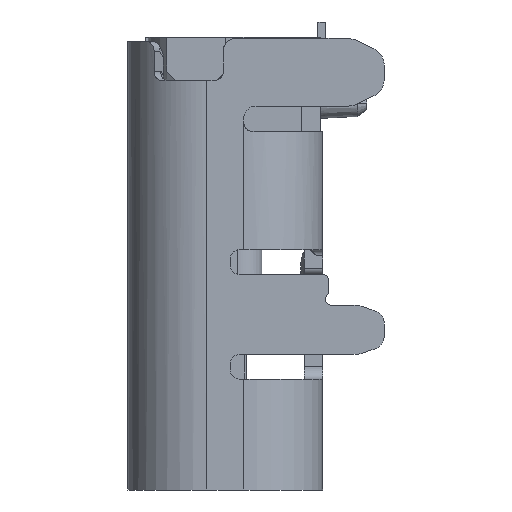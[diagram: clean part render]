
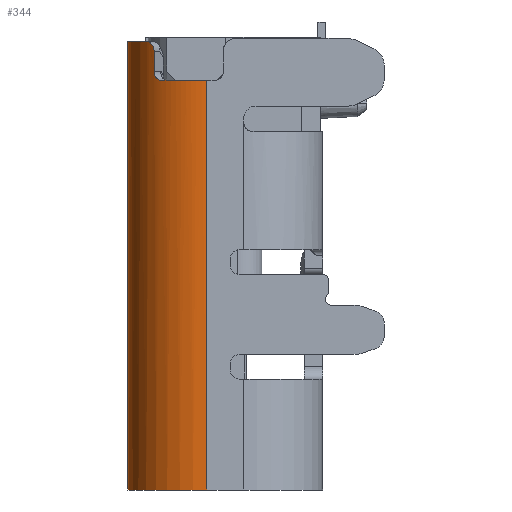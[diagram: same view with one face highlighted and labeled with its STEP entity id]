
A CAD part, left-side view. The second image highlights one B-rep face of the part: STEP entity #344.
In plain terms, the highlighted cylindrical face has radius 1.28 mm (diameter 2.56 mm), a partial arc.
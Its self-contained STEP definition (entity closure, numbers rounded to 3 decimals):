
#344=ADVANCED_FACE('',(#2069),#2070,.T.);
#2069=FACE_OUTER_BOUND('',#5051,.T.);
#2070=CYLINDRICAL_SURFACE('',#5052,1.28);
#5051=EDGE_LOOP('',(#11065,#11066,#11067,#11068,#11069,#11070,#11071,#11072,#11073,#11074));
#5052=AXIS2_PLACEMENT_3D('',#11075,#11076,#11077);
#11065=ORIENTED_EDGE('',*,*,#21543,.T.);
#11066=ORIENTED_EDGE('',*,*,#21542,.F.);
#11067=ORIENTED_EDGE('',*,*,#21538,.T.);
#11068=ORIENTED_EDGE('',*,*,#21525,.F.);
#11069=ORIENTED_EDGE('',*,*,#21523,.T.);
#11070=ORIENTED_EDGE('',*,*,#20830,.T.);
#11071=ORIENTED_EDGE('',*,*,#20828,.T.);
#11072=ORIENTED_EDGE('',*,*,#21544,.F.);
#11073=ORIENTED_EDGE('',*,*,#21545,.T.);
#11074=ORIENTED_EDGE('',*,*,#21546,.T.);
#11075=CARTESIAN_POINT('',(-3.19,0.295,-7.269));
#11076=DIRECTION('',(0.0,0.0,1.0));
#11077=DIRECTION('',(-0.999,-0.051,0.0));
#20828=EDGE_CURVE('',#25699,#25697,#25700,.T.);
#20830=EDGE_CURVE('',#25702,#25699,#25703,.T.);
#21523=EDGE_CURVE('',#27039,#25702,#27040,.T.);
#21525=EDGE_CURVE('',#27039,#27042,#27043,.T.);
#21538=EDGE_CURVE('',#27064,#27042,#27065,.T.);
#21542=EDGE_CURVE('',#27064,#27067,#27071,.T.);
#21543=EDGE_CURVE('',#27072,#27067,#27073,.T.);
#21544=EDGE_CURVE('',#27074,#25697,#27075,.T.);
#21545=EDGE_CURVE('',#27074,#27076,#27077,.T.);
#21546=EDGE_CURVE('',#27076,#27072,#27078,.T.);
#25697=VERTEX_POINT('',#33427);
#25699=VERTEX_POINT('',#33430);
#25700=CIRCLE('',#33431,1.28);
#25702=VERTEX_POINT('',#33434);
#25703=LINE('',#33435,#33436);
#27039=VERTEX_POINT('',#35482);
#27040=CIRCLE('',#35483,1.28);
#27042=VERTEX_POINT('',#35486);
#27043=B_SPLINE_CURVE_WITH_KNOTS('',3,(#35487,#35488,#35489,#35490,#35491,#35492,#35493,#35494),.UNSPECIFIED.,.F.,.F.,(4,1,1,1,1,4),(0.0,0.2,0.4,0.6,0.8,1.0),.UNSPECIFIED.);
#27064=VERTEX_POINT('',#35573);
#27065=LINE('',#35574,#35575);
#27067=VERTEX_POINT('',#35578);
#27071=B_SPLINE_CURVE_WITH_KNOTS('',3,(#35588,#35589,#35590,#35591,#35592,#35593,#35594,#35595),.UNSPECIFIED.,.F.,.F.,(4,1,1,1,1,4),(0.0,0.2,0.4,0.6,0.8,1.0),.UNSPECIFIED.);
#27072=VERTEX_POINT('',#35596);
#27073=CIRCLE('',#35597,1.28);
#27074=VERTEX_POINT('',#35598);
#27075=LINE('',#35599,#35600);
#27076=VERTEX_POINT('',#35601);
#27077=CIRCLE('',#35602,1.28);
#27078=CIRCLE('',#35603,1.28);
#33427=CARTESIAN_POINT('',(-4.47,0.295,-10.908));
#33430=CARTESIAN_POINT('',(-3.19,1.575,-10.908));
#33431=AXIS2_PLACEMENT_3D('',#42455,#42456,#42457);
#33434=CARTESIAN_POINT('',(-3.19,1.575,-3.633));
#33435=CARTESIAN_POINT('',(-3.19,1.575,-3.633));
#33436=VECTOR('',#42459,7.275);
#35482=CARTESIAN_POINT('',(-4.031,1.26,-3.633));
#35483=AXIS2_PLACEMENT_3D('',#43236,#43237,#43238);
#35486=CARTESIAN_POINT('',(-4.143,1.15,-3.783));
#35487=CARTESIAN_POINT('',(-4.031,1.26,-3.633));
#35488=CARTESIAN_POINT('',(-4.045,1.248,-3.633));
#35489=CARTESIAN_POINT('',(-4.07,1.225,-3.638));
#35490=CARTESIAN_POINT('',(-4.101,1.195,-3.66));
#35491=CARTESIAN_POINT('',(-4.125,1.169,-3.694));
#35492=CARTESIAN_POINT('',(-4.139,1.154,-3.737));
#35493=CARTESIAN_POINT('',(-4.143,1.15,-3.767));
#35494=CARTESIAN_POINT('',(-4.143,1.15,-3.783));
#35573=CARTESIAN_POINT('',(-4.143,1.15,-4.108));
#35574=CARTESIAN_POINT('',(-4.143,1.15,-4.108));
#35575=VECTOR('',#43250,0.325);
#35578=CARTESIAN_POINT('',(-4.237,1.031,-4.258));
#35588=CARTESIAN_POINT('',(-4.143,1.15,-4.108));
#35589=CARTESIAN_POINT('',(-4.143,1.15,-4.123));
#35590=CARTESIAN_POINT('',(-4.146,1.146,-4.153));
#35591=CARTESIAN_POINT('',(-4.16,1.13,-4.197));
#35592=CARTESIAN_POINT('',(-4.182,1.104,-4.23));
#35593=CARTESIAN_POINT('',(-4.209,1.07,-4.253));
#35594=CARTESIAN_POINT('',(-4.228,1.044,-4.258));
#35595=CARTESIAN_POINT('',(-4.237,1.031,-4.258));
#35596=CARTESIAN_POINT('',(-4.368,0.795,-4.258));
#35597=AXIS2_PLACEMENT_3D('',#43253,#43254,#43255);
#35598=CARTESIAN_POINT('',(-4.47,0.295,-4.258));
#35599=CARTESIAN_POINT('',(-4.47,0.295,-4.258));
#35600=VECTOR('',#43256,6.65);
#35601=CARTESIAN_POINT('',(-4.445,0.547,-4.258));
#35602=AXIS2_PLACEMENT_3D('',#43257,#43258,#43259);
#35603=AXIS2_PLACEMENT_3D('',#43260,#43261,#43262);
#42455=CARTESIAN_POINT('',(-3.19,0.295,-10.908));
#42456=DIRECTION('',(0.0,-0.0,1.0));
#42457=DIRECTION('',(0.,1.,0.0));
#42459=DIRECTION('',(0.,0.,-1.));
#43236=CARTESIAN_POINT('',(-3.19,0.295,-3.633));
#43237=DIRECTION('',(0.0,0.0,-1.0));
#43238=DIRECTION('',(-0.657,0.754,0.0));
#43250=DIRECTION('',(0.,0.,1.));
#43253=CARTESIAN_POINT('',(-3.19,0.295,-4.258));
#43254=DIRECTION('',(0.0,0.0,-1.0));
#43255=DIRECTION('',(-0.921,0.391,0.0));
#43256=DIRECTION('',(0.,0.,-1.));
#43257=CARTESIAN_POINT('',(-3.19,0.295,-4.258));
#43258=DIRECTION('',(0.0,0.0,-1.0));
#43259=DIRECTION('',(-1.0,0.,0.0));
#43260=CARTESIAN_POINT('',(-3.19,0.295,-4.258));
#43261=DIRECTION('',(0.0,0.0,-1.0));
#43262=DIRECTION('',(-0.98,0.197,0.0));
